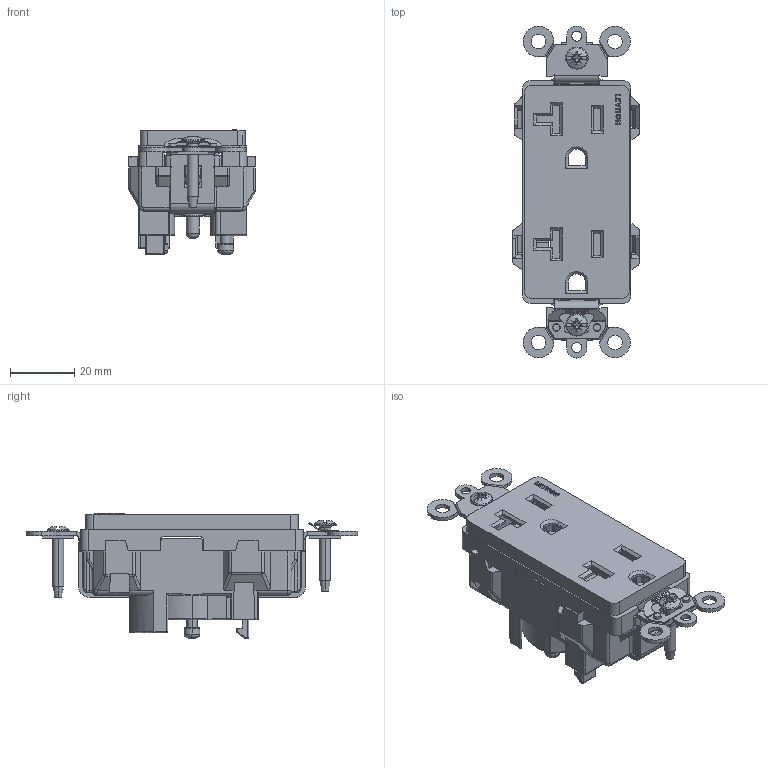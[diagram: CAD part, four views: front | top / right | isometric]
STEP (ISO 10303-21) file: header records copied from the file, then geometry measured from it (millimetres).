
FILE_DESCRIPTION (( 'STEP AP214' ), '1' );
FILE_NAME ('CATSTD-MD830-0IG-M01.STEP', '2020-10-08T15:12:17', ( '' ), ( '' ), 'SwSTEP 2.0', 'SolidWorks 2020', '' );
FILE_SCHEMA (( 'AUTOMOTIVE_DESIGN' ));
Length unit declared in the file: inch
Products named in the file (1): CATSTD-MD830-0IG-M01
Bounding box: 39.34 x 103.38 x 39.05 mm (x, y, z)
Volume: 20623.5 mm3; surface area: 28834.6 mm2
Topology: 11 solids, 11 shells, 1533 faces, 4170 edges, 2658 vertices
Faces by surface type: plane 915, cylinder 421, bspline 135, cone 54, torus 8
Entity records: 71739 total; most frequent: CARTESIAN_POINT 14242, ORIENTED_EDGE 8292, DIRECTION 7103, EDGE_CURVE 4146, VECTOR 2735, LINE 2735, VERTEX_POINT 2658, AXIS2_PLACEMENT_3D 2184
